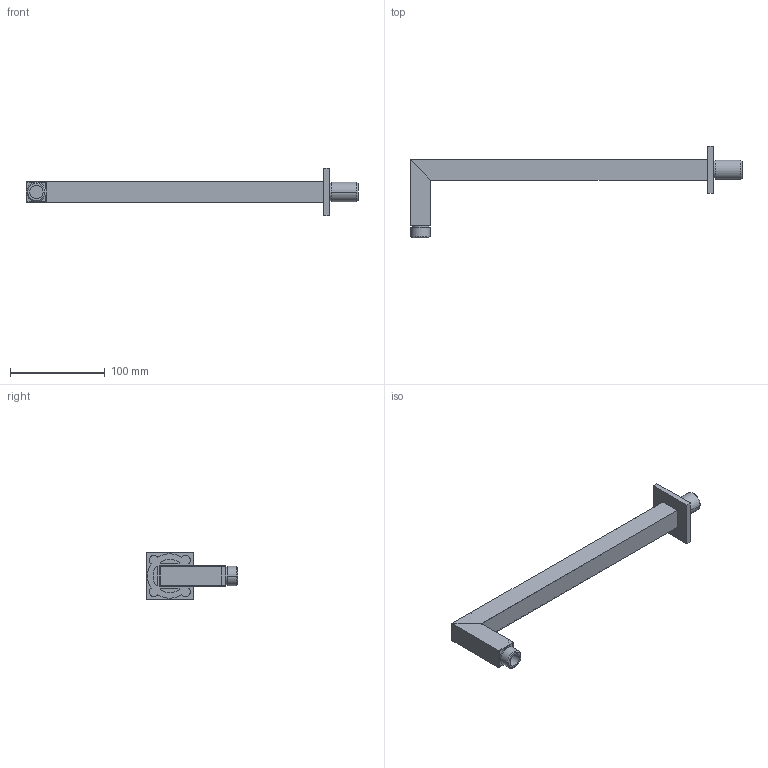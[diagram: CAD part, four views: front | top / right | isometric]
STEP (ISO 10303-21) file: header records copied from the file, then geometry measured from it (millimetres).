
FILE_DESCRIPTION((''),'2;1');
FILE_NAME('BD6042-A2SF0007_ASM','2020-02-18T',('Administrator'),(''),'PRO/ENGINEER BY PARAMETRIC TECHNOLOGY CORPORATION, 2009360','PRO/ENGINEER BY PARAMETRIC TECHNOLOGY CORPORATION, 2009360','');
FILE_SCHEMA(('AUTOMOTIVE_DESIGN_CC2 { 1 2 10303 214 -1 1 5 2 }'));
Length unit declared in the file: millimetre
Products named in the file (7): G1032; G1033; N0069; N0106; GC1236_ASM; F0088; BD6042-A2SF0007_ASM
Assembly tree (6 placements, depth 3):
  BD6042-A2SF0007_ASM
    GC1236_ASM
      G1032
      G1033
      N0069
      N0106
    F0088
Bounding box: 350.5 x 97 x 50 mm (x, y, z)
Volume: 45844.1 mm3; surface area: 76203.7 mm2
Topology: 5 solids, 5 shells, 99 faces, 236 edges, 156 vertices
Faces by surface type: plane 63, cylinder 32, cone 4
Entity records: 3166 total; most frequent: DIRECTION 544, CARTESIAN_POINT 508, ORIENTED_EDGE 472, EDGE_CURVE 236, AXIS2_PLACEMENT_3D 192, VECTOR 160, LINE 160, VERTEX_POINT 156
